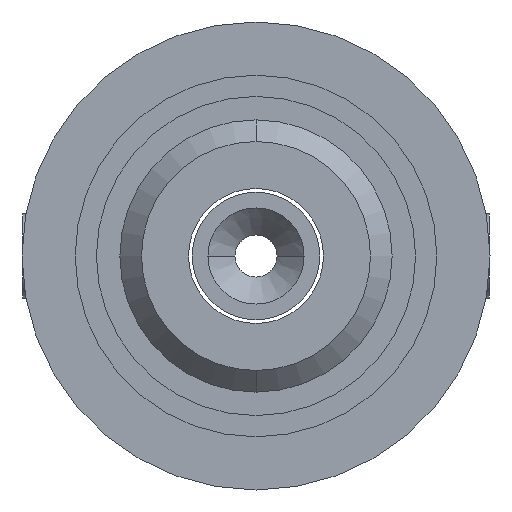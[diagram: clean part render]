
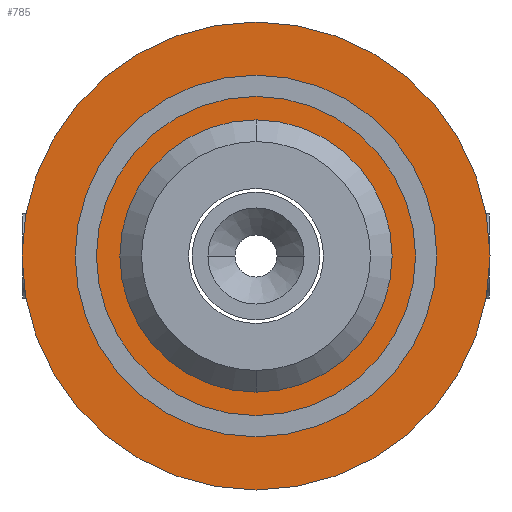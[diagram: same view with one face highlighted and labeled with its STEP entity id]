
A CAD part, front view. The second image highlights one B-rep face of the part: STEP entity #785.
In plain terms, the highlighted planar face has unit normal (0, -1, 0).
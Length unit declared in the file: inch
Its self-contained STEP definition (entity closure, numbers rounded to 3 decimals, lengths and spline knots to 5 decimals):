
#772 = ORIENTED_EDGE ( 'NONE', *, *, #784, .T. ) ;
#784 = EDGE_CURVE ( 'NONE', #841, #894, #2094, .T. ) ;
#785 = ADVANCED_FACE ( 'NONE', ( #2090, #2089 ), #2088, .F. ) ;
#786 = ORIENTED_EDGE ( 'NONE', *, *, #873, .F. ) ;
#787 = ORIENTED_EDGE ( 'NONE', *, *, #788, .F. ) ;
#788 = EDGE_CURVE ( 'NONE', #946, #945, #1999, .T. ) ;
#789 = EDGE_LOOP ( 'NONE', ( #790, #772 ) ) ;
#790 = ORIENTED_EDGE ( 'NONE', *, *, #837, .T. ) ;
#837 = EDGE_CURVE ( 'NONE', #894, #841, #2018, .T. ) ;
#841 = VERTEX_POINT ( 'NONE', #2008 ) ;
#848 = EDGE_LOOP ( 'NONE', ( #786, #787 ) ) ;
#873 = EDGE_CURVE ( 'NONE', #945, #946, #2378, .T. ) ;
#894 = VERTEX_POINT ( 'NONE', #2343 ) ;
#945 = VERTEX_POINT ( 'NONE', #2558 ) ;
#946 = VERTEX_POINT ( 'NONE', #2557 ) ;
#1964 = CARTESIAN_POINT ( 'NONE',  ( 0., -0.2955, 0. ) ) ;
#1995 = DIRECTION ( 'NONE',  ( 0., 0., 1. ) ) ;
#1996 = DIRECTION ( 'NONE',  ( 0., 1., 0. ) ) ;
#1997 = CARTESIAN_POINT ( 'NONE',  ( 0., -0.2955, 0. ) ) ;
#1998 = AXIS2_PLACEMENT_3D ( 'NONE', #1997, #1996, #1995 ) ;
#1999 = CIRCLE ( 'NONE', #1998, 0.21654 ) ;
#2000 = DIRECTION ( 'NONE',  ( 0., 0., 1. ) ) ;
#2001 = DIRECTION ( 'NONE',  ( 0., 1., 0. ) ) ;
#2002 = AXIS2_PLACEMENT_3D ( 'NONE', #2087, #2001, #2000 ) ;
#2008 = CARTESIAN_POINT ( 'NONE',  ( 0., -0.2955, -0.12598 ) ) ;
#2014 = DIRECTION ( 'NONE',  ( 0., 0., 1. ) ) ;
#2015 = DIRECTION ( 'NONE',  ( 0., 1., 0. ) ) ;
#2016 = CARTESIAN_POINT ( 'NONE',  ( 0., -0.2955, 0. ) ) ;
#2017 = AXIS2_PLACEMENT_3D ( 'NONE', #2016, #2015, #2014 ) ;
#2018 = CIRCLE ( 'NONE', #2017, 0.12598 ) ;
#2087 = CARTESIAN_POINT ( 'NONE',  ( 0.21654, -0.2955, 0. ) ) ;
#2088 = PLANE ( 'NONE',  #2002 ) ;
#2089 = FACE_BOUND ( 'NONE', #789, .T. ) ;
#2090 = FACE_OUTER_BOUND ( 'NONE', #848, .T. ) ;
#2091 = DIRECTION ( 'NONE',  ( 0., 0., 1. ) ) ;
#2092 = DIRECTION ( 'NONE',  ( 0., 1., 0. ) ) ;
#2093 = AXIS2_PLACEMENT_3D ( 'NONE', #1964, #2092, #2091 ) ;
#2094 = CIRCLE ( 'NONE', #2093, 0.12598 ) ;
#2316 = CARTESIAN_POINT ( 'NONE',  ( 0., -0.2955, 0. ) ) ;
#2343 = CARTESIAN_POINT ( 'NONE',  ( 0., -0.2955, 0.12598 ) ) ;
#2378 = CIRCLE ( 'NONE', #2381, 0.21654 ) ;
#2379 = DIRECTION ( 'NONE',  ( 0., 1., 0. ) ) ;
#2380 = DIRECTION ( 'NONE',  ( 0., 0., 1. ) ) ;
#2381 = AXIS2_PLACEMENT_3D ( 'NONE', #2316, #2379, #2380 ) ;
#2557 = CARTESIAN_POINT ( 'NONE',  ( 0., -0.2955, -0.21654 ) ) ;
#2558 = CARTESIAN_POINT ( 'NONE',  ( 0., -0.2955, 0.21654 ) ) ;
